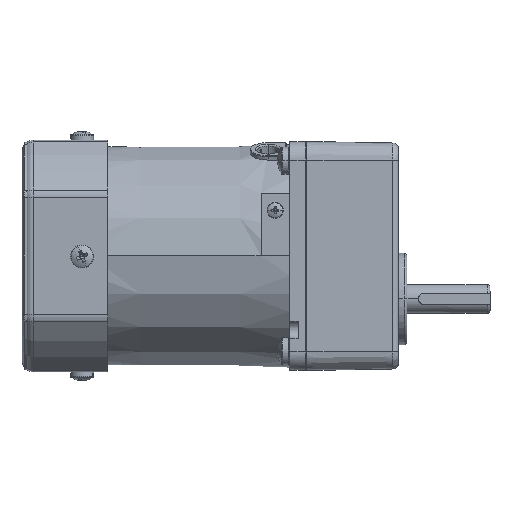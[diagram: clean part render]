
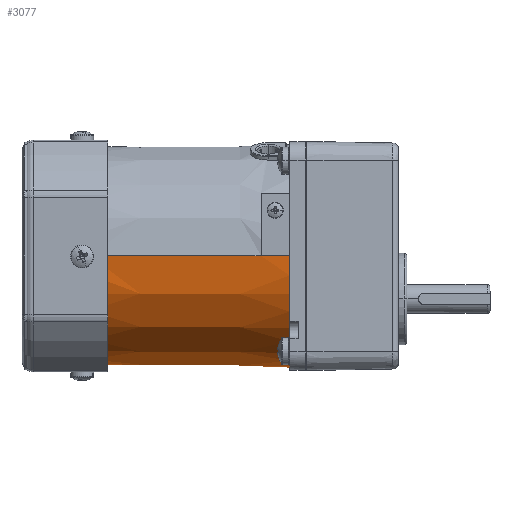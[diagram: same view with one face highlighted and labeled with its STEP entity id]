
A CAD part, left-side view. The second image highlights one B-rep face of the part: STEP entity #3077.
In plain terms, the highlighted conical face has half-angle 0.5 degrees and reference radius 38.697 mm.
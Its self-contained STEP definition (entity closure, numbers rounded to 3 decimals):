
#665 = VERTEX_POINT ( 'NONE', #6631 ) ;
#2480 = AXIS2_PLACEMENT_3D ( 'NONE', #26413, #2484, #13127 ) ;
#2484 = DIRECTION ( 'NONE',  ( 0., -1., 0. ) ) ;
#3077 = ADVANCED_FACE ( 'NONE', ( #15753 ), #17534, .T. ) ;
#3354 = ORIENTED_EDGE ( 'NONE', *, *, #4601, .F. ) ;
#3932 = DIRECTION ( 'NONE',  ( -1., 0., 0. ) ) ;
#4067 = EDGE_LOOP ( 'NONE', ( #18627, #11590, #6829, #24099, #3354 ) ) ;
#4601 = EDGE_CURVE ( 'NONE', #21767, #22640, #31366, .T. ) ;
#4893 = VECTOR ( 'NONE', #31695, 1000. ) ;
#5095 = EDGE_CURVE ( 'NONE', #32492, #21767, #23801, .T. ) ;
#5603 = CARTESIAN_POINT ( 'NONE',  ( 0., 0., 0. ) ) ;
#6169 = CARTESIAN_POINT ( 'NONE',  ( -38.913, 10., 0. ) ) ;
#6631 = CARTESIAN_POINT ( 'NONE',  ( 39., 0., 0. ) ) ;
#6829 = ORIENTED_EDGE ( 'NONE', *, *, #33463, .T. ) ;
#7434 = CARTESIAN_POINT ( 'NONE',  ( -38.913, 10., 0. ) ) ;
#9246 = VECTOR ( 'NONE', #18091, 1000. ) ;
#10385 = LINE ( 'NONE', #21033, #4893 ) ;
#10540 = DIRECTION ( 'NONE',  ( -0.009, -1., 0. ) ) ;
#10648 = CARTESIAN_POINT ( 'NONE',  ( -39., 0., 0. ) ) ;
#10785 = EDGE_CURVE ( 'NONE', #665, #22640, #33252, .T. ) ;
#11134 = CARTESIAN_POINT ( 'NONE',  ( 38.393, 69.5, 0. ) ) ;
#11590 = ORIENTED_EDGE ( 'NONE', *, *, #31378, .T. ) ;
#12449 = AXIS2_PLACEMENT_3D ( 'NONE', #17186, #27852, #3932 ) ;
#13127 = DIRECTION ( 'NONE',  ( -1., 0., 0. ) ) ;
#14015 = CARTESIAN_POINT ( 'NONE',  ( -38.393, 69.5, 0. ) ) ;
#15753 = FACE_OUTER_BOUND ( 'NONE', #4067, .T. ) ;
#16243 = DIRECTION ( 'NONE',  ( 0., 1., 0. ) ) ;
#16976 = VERTEX_POINT ( 'NONE', #11134 ) ;
#17186 = CARTESIAN_POINT ( 'NONE',  ( 0., 69.5, 0. ) ) ;
#17534 = CONICAL_SURFACE ( 'NONE', #2480, 38.697, 0.009 ) ;
#18091 = DIRECTION ( 'NONE',  ( -0.009, -1., 0. ) ) ;
#18207 = AXIS2_PLACEMENT_3D ( 'NONE', #5603, #16243, #26893 ) ;
#18627 = ORIENTED_EDGE ( 'NONE', *, *, #5095, .F. ) ;
#21033 = CARTESIAN_POINT ( 'NONE',  ( 38.393, 69.5, 0. ) ) ;
#21767 = VERTEX_POINT ( 'NONE', #6169 ) ;
#22640 = VERTEX_POINT ( 'NONE', #10648 ) ;
#23801 = LINE ( 'NONE', #34453, #28411 ) ;
#24099 = ORIENTED_EDGE ( 'NONE', *, *, #10785, .T. ) ;
#26413 = CARTESIAN_POINT ( 'NONE',  ( 0., 34.75, 0. ) ) ;
#26893 = DIRECTION ( 'NONE',  ( 1., 0., 0. ) ) ;
#27494 = CIRCLE ( 'NONE', #12449, 38.393 ) ;
#27852 = DIRECTION ( 'NONE',  ( 0., -1., 0. ) ) ;
#28411 = VECTOR ( 'NONE', #10540, 1000. ) ;
#31366 = LINE ( 'NONE', #7434, #9246 ) ;
#31378 = EDGE_CURVE ( 'NONE', #32492, #16976, #27494, .T. ) ;
#31695 = DIRECTION ( 'NONE',  ( 0.009, -1., 0. ) ) ;
#32492 = VERTEX_POINT ( 'NONE', #14015 ) ;
#33252 = CIRCLE ( 'NONE', #18207, 39. ) ;
#33463 = EDGE_CURVE ( 'NONE', #16976, #665, #10385, .T. ) ;
#34453 = CARTESIAN_POINT ( 'NONE',  ( -38.393, 69.5, 0. ) ) ;
